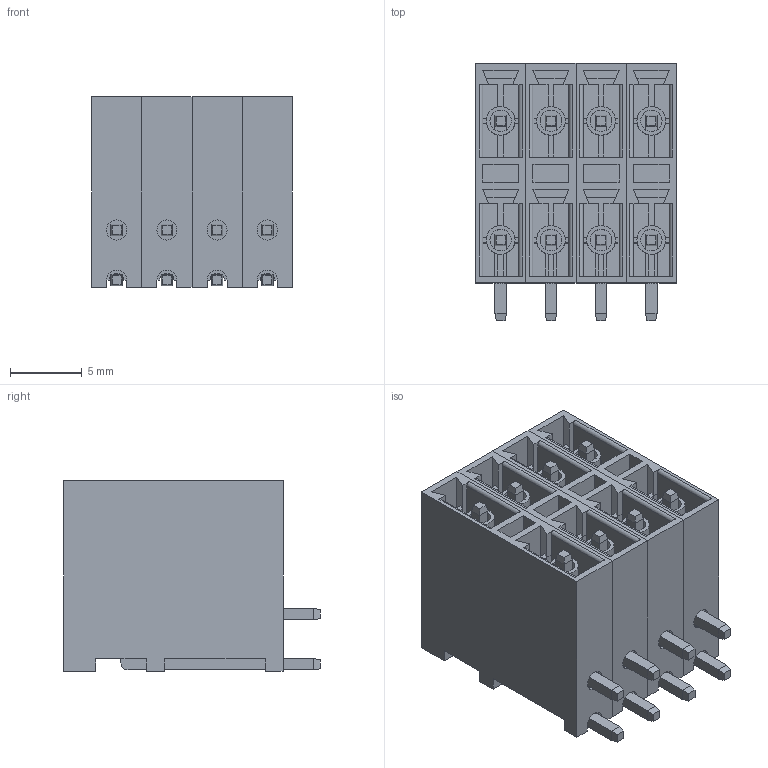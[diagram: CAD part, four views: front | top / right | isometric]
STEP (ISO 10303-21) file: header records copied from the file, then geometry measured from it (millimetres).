
FILE_DESCRIPTION (( 'STEP AP214' ), '1' );
FILE_NAME ('link_3.5_2x4.STEP', '2024-08-08T19:42:03', ( '' ), ( '' ), 'SwSTEP 2.0', 'SolidWorks 2020', '' );
FILE_SCHEMA (( 'AUTOMOTIVE_DESIGN' ));
Length unit declared in the file: inch
Products named in the file (2): link_3.5_2x4; link_3.5_2x1
Assembly tree (4 placements, depth 2):
  link_3.5_2x4
    link_3.5_2x1  x4
Bounding box: 14 x 17.9 x 13.3 mm (x, y, z)
Volume: 1653.2 mm3; surface area: 7211.7 mm2
Topology: 60 solids, 60 shells, 728 faces, 1704 edges, 1112 vertices
Faces by surface type: plane 620, cylinder 108
Entity records: 5935 total; most frequent: CARTESIAN_POINT 896, DIRECTION 865, ORIENTED_EDGE 852, EDGE_CURVE 426, VECTOR 363, LINE 363, VERTEX_POINT 278, AXIS2_PLACEMENT_3D 251
